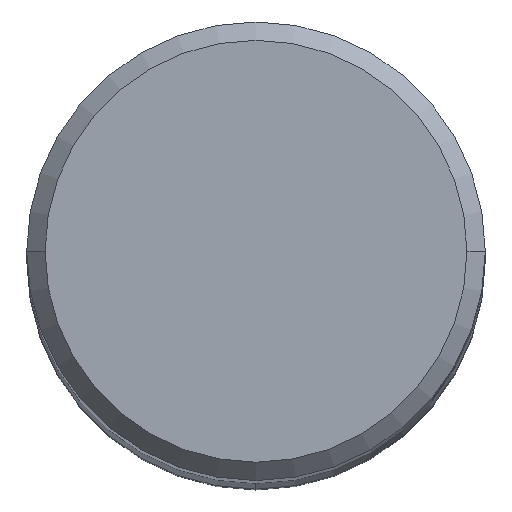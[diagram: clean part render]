
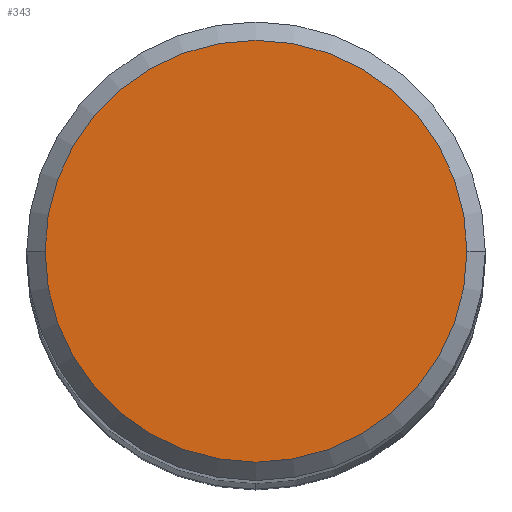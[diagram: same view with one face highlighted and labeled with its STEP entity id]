
A CAD part, top view. The second image highlights one B-rep face of the part: STEP entity #343.
In plain terms, the highlighted planar face has unit normal (0, 0, 1).
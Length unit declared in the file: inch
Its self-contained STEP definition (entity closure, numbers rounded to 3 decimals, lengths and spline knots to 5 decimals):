
#11 = VERTEX_POINT ( 'NONE', #97 ) ;
#29 = DIRECTION ( 'NONE',  ( 1., 0., 0. ) ) ;
#40 = CIRCLE ( 'NONE', #123, 0.23 ) ;
#46 = PLANE ( 'NONE',  #350 ) ;
#77 = EDGE_LOOP ( 'NONE', ( #216, #524 ) ) ;
#97 = CARTESIAN_POINT ( 'NONE',  ( 0.23, 0., 0. ) ) ;
#117 = DIRECTION ( 'NONE',  ( 1., 0., 0. ) ) ;
#123 = AXIS2_PLACEMENT_3D ( 'NONE', #513, #183, #29 ) ;
#136 = CIRCLE ( 'NONE', #217, 0.23 ) ;
#152 = EDGE_CURVE ( 'NONE', #11, #264, #40, .T. ) ;
#183 = DIRECTION ( 'NONE',  ( 0., 0., 1. ) ) ;
#216 = ORIENTED_EDGE ( 'NONE', *, *, #370, .T. ) ;
#217 = AXIS2_PLACEMENT_3D ( 'NONE', #509, #458, #117 ) ;
#264 = VERTEX_POINT ( 'NONE', #338 ) ;
#305 = DIRECTION ( 'NONE',  ( 0., 0., -1. ) ) ;
#338 = CARTESIAN_POINT ( 'NONE',  ( -0.23, 0., 0. ) ) ;
#339 = DIRECTION ( 'NONE',  ( -1., 0., 0. ) ) ;
#343 = ADVANCED_FACE ( 'NONE', ( #344 ), #46, .F. ) ;
#344 = FACE_OUTER_BOUND ( 'NONE', #77, .T. ) ;
#348 = CARTESIAN_POINT ( 'NONE',  ( 0., 0.23, 0. ) ) ;
#350 = AXIS2_PLACEMENT_3D ( 'NONE', #348, #305, #339 ) ;
#370 = EDGE_CURVE ( 'NONE', #264, #11, #136, .T. ) ;
#458 = DIRECTION ( 'NONE',  ( 0., 0., 1. ) ) ;
#509 = CARTESIAN_POINT ( 'NONE',  ( 0., 0., 0. ) ) ;
#513 = CARTESIAN_POINT ( 'NONE',  ( 0., 0., 0. ) ) ;
#524 = ORIENTED_EDGE ( 'NONE', *, *, #152, .T. ) ;
